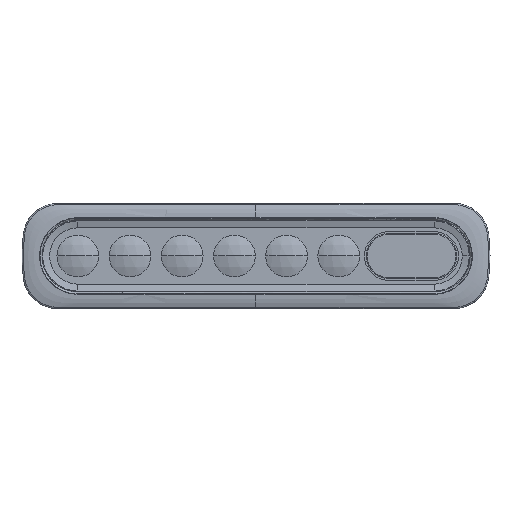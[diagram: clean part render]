
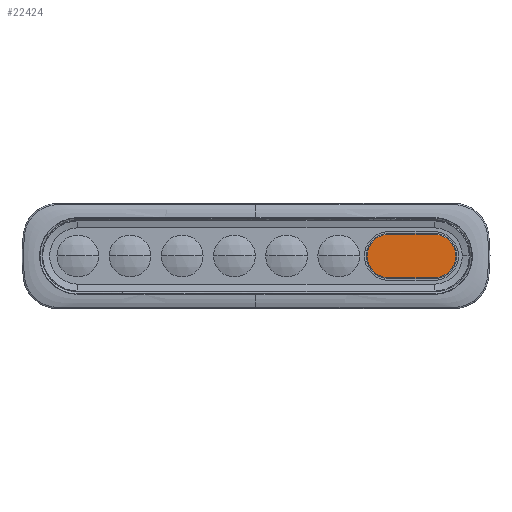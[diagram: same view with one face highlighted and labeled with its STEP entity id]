
A CAD part, top view. The second image highlights one B-rep face of the part: STEP entity #22424.
In plain terms, the highlighted planar face has unit normal (0, 0, 1).
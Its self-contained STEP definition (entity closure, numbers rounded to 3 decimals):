
#92 = EDGE_CURVE ( 'NONE', #2388, #23425, #983, .T. ) ;
#983 = LINE ( 'NONE', #19685, #14938 ) ;
#2199 = EDGE_LOOP ( 'NONE', ( #22989, #22614, #11743, #22735 ) ) ;
#2388 = VERTEX_POINT ( 'NONE', #25124 ) ;
#2926 = DIRECTION ( 'NONE',  ( 0., -1., 0. ) ) ;
#3603 = EDGE_CURVE ( 'NONE', #39893, #2388, #29750, .T. ) ;
#6634 = FACE_OUTER_BOUND ( 'NONE', #2199, .T. ) ;
#7174 = CARTESIAN_POINT ( 'NONE',  ( 38.2, 6.255, -1. ) ) ;
#8245 = PLANE ( 'NONE',  #11268 ) ;
#8678 = CARTESIAN_POINT ( 'NONE',  ( 51.2, -6.255, -1. ) ) ;
#9611 = CARTESIAN_POINT ( 'NONE',  ( 51.2, 0., -1. ) ) ;
#11268 = AXIS2_PLACEMENT_3D ( 'NONE', #14623, #11693, #20950 ) ;
#11693 = DIRECTION ( 'NONE',  ( 0., 0., 1. ) ) ;
#11743 = ORIENTED_EDGE ( 'NONE', *, *, #92, .T. ) ;
#12966 = CARTESIAN_POINT ( 'NONE',  ( 51.2, -6.255, -1. ) ) ;
#14623 = CARTESIAN_POINT ( 'NONE',  ( 51.2, 0., -1. ) ) ;
#14938 = VECTOR ( 'NONE', #22744, 1000. ) ;
#15782 = VECTOR ( 'NONE', #19904, 1000. ) ;
#19685 = CARTESIAN_POINT ( 'NONE',  ( 38.2, 6.255, -1. ) ) ;
#19904 = DIRECTION ( 'NONE',  ( 1., 0., 0. ) ) ;
#20132 = CARTESIAN_POINT ( 'NONE',  ( 38.2, -6.255, -1. ) ) ;
#20950 = DIRECTION ( 'NONE',  ( 0., -1., 0. ) ) ;
#22424 = ADVANCED_FACE ( 'NONE', ( #6634 ), #8245, .T. ) ;
#22614 = ORIENTED_EDGE ( 'NONE', *, *, #3603, .T. ) ;
#22735 = ORIENTED_EDGE ( 'NONE', *, *, #22772, .T. ) ;
#22744 = DIRECTION ( 'NONE',  ( -1., 0., 0. ) ) ;
#22772 = EDGE_CURVE ( 'NONE', #23425, #28865, #25702, .T. ) ;
#22976 = CARTESIAN_POINT ( 'NONE',  ( 38.2, 0., -1. ) ) ;
#22989 = ORIENTED_EDGE ( 'NONE', *, *, #28146, .T. ) ;
#23425 = VERTEX_POINT ( 'NONE', #7174 ) ;
#25124 = CARTESIAN_POINT ( 'NONE',  ( 51.2, 6.255, -1. ) ) ;
#25702 = CIRCLE ( 'NONE', #40864, 6.255 ) ;
#25878 = DIRECTION ( 'NONE',  ( 0., 0., 1. ) ) ;
#26134 = DIRECTION ( 'NONE',  ( 0., -1., 0. ) ) ;
#28146 = EDGE_CURVE ( 'NONE', #28865, #39893, #33306, .T. ) ;
#28865 = VERTEX_POINT ( 'NONE', #20132 ) ;
#29128 = DIRECTION ( 'NONE',  ( 0., 0., 1. ) ) ;
#29428 = AXIS2_PLACEMENT_3D ( 'NONE', #9611, #29128, #26134 ) ;
#29750 = CIRCLE ( 'NONE', #29428, 6.255 ) ;
#33306 = LINE ( 'NONE', #12966, #15782 ) ;
#39893 = VERTEX_POINT ( 'NONE', #8678 ) ;
#40864 = AXIS2_PLACEMENT_3D ( 'NONE', #22976, #25878, #2926 ) ;
